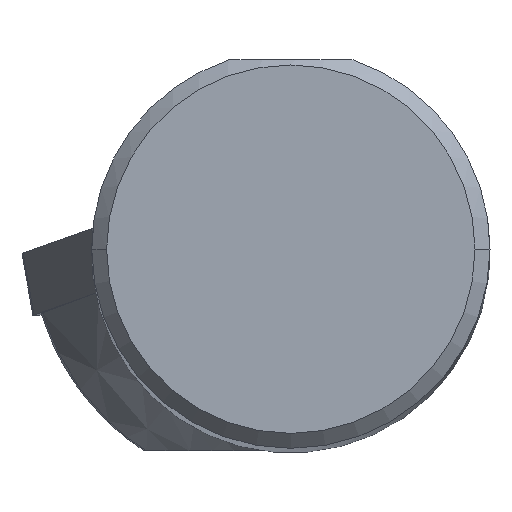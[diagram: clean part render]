
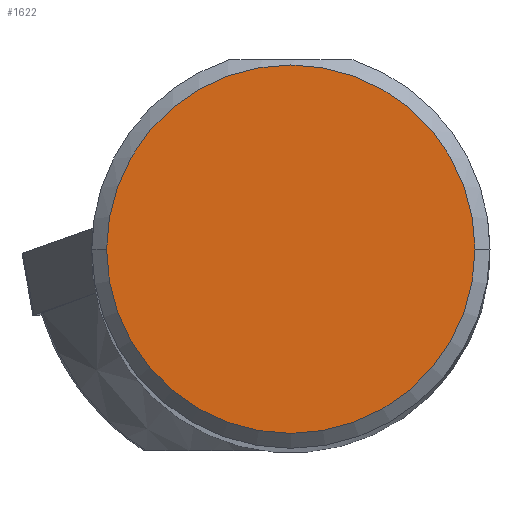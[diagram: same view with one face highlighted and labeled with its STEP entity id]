
A CAD part, top view. The second image highlights one B-rep face of the part: STEP entity #1622.
In plain terms, the highlighted planar face has unit normal (0, 0, 1).
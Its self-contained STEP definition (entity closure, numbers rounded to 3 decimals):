
#824=CARTESIAN_POINT('',(0.,0.,0.));
#825=DIRECTION('',(0.,0.,1.));
#826=DIRECTION('',(-1.,0.,0.));
#827=AXIS2_PLACEMENT_3D('',#824,#825,#826);
#832=CARTESIAN_POINT('',(0.,0.,0.));
#833=DIRECTION('',(0.,0.,-1.));
#834=DIRECTION('',(-1.,0.,0.));
#835=AXIS2_PLACEMENT_3D('',#832,#833,#834);
#862=CARTESIAN_POINT('',(-18.5,0.,0.));
#864=VERTEX_POINT('',#862);
#866=CARTESIAN_POINT('',(18.5,0.,0.));
#868=VERTEX_POINT('',#866);
#1613=CARTESIAN_POINT('',(0.,0.,0.));
#1614=DIRECTION('',(0.,0.,-1.));
#1615=DIRECTION('',(1.,0.,0.));
#1616=AXIS2_PLACEMENT_3D('',#1613,#1614,#1615);
#1617=PLANE('',#1616);
#1618=ORIENTED_EDGE('',*,*,#1599,.F.);
#1619=ORIENTED_EDGE('',*,*,#1578,.T.);
#1620=EDGE_LOOP('',(#1618,#1619));
#1621=FACE_OUTER_BOUND('',#1620,.F.);
#828=CIRCLE('',#827,18.5);
#836=CIRCLE('',#835,18.5);
#1578=EDGE_CURVE('',#864,#868,#836,.T.);
#1599=EDGE_CURVE('',#864,#868,#828,.T.);
#1622=ADVANCED_FACE('',(#1621),#1617,.F.);
